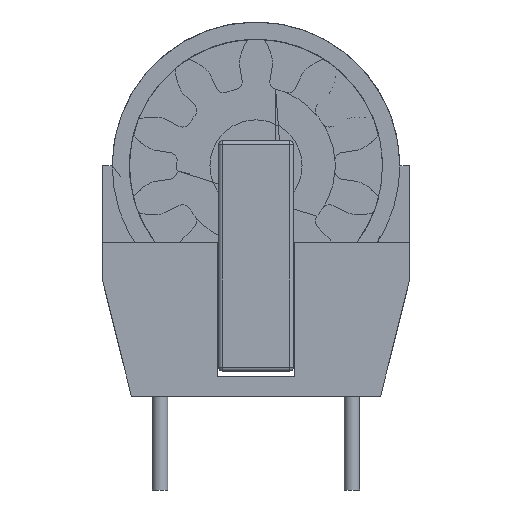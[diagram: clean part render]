
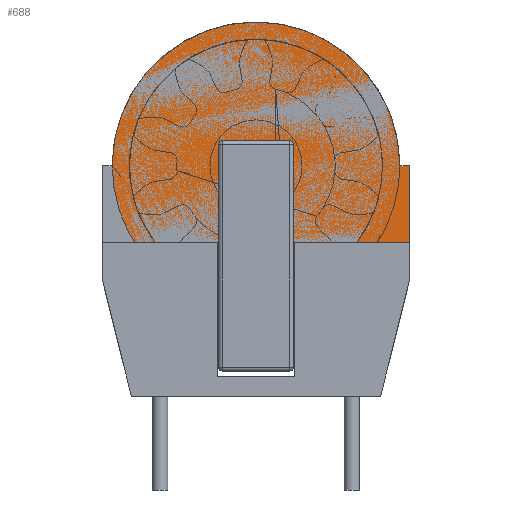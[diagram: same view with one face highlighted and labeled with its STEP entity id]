
A CAD part, left-side view. The second image highlights one B-rep face of the part: STEP entity #688.
In plain terms, the highlighted planar face has unit normal (-1, 0, 0).
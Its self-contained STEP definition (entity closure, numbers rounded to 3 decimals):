
#32 = PLANE('',#33);
#33 = AXIS2_PLACEMENT_3D('',#34,#35,#36);
#34 = CARTESIAN_POINT('',(-9.,-8.,13.));
#35 = DIRECTION('',(0.,1.,0.));
#36 = DIRECTION('',(0.,0.,-1.));
#57 = VERTEX_POINT('',#58);
#58 = CARTESIAN_POINT('',(-8.5,-8.,9.));
#71 = PLANE('',#72);
#72 = AXIS2_PLACEMENT_3D('',#73,#74,#75);
#73 = CARTESIAN_POINT('',(-10.5,-9.,9.));
#74 = DIRECTION('',(0.,0.,1.));
#75 = DIRECTION('',(1.,0.,0.));
#82 = EDGE_CURVE('',#83,#57,#85,.T.);
#83 = VERTEX_POINT('',#84);
#84 = CARTESIAN_POINT('',(-8.5,-8.,13.));
#85 = SURFACE_CURVE('',#86,(#90,#96),.PCURVE_S1.);
#86 = LINE('',#87,#88);
#87 = CARTESIAN_POINT('',(-8.5,-8.,11.));
#88 = VECTOR('',#89,1.);
#89 = DIRECTION('',(0.,0.,-1.));
#90 = PCURVE('',#32,#91);
#91 = DEFINITIONAL_REPRESENTATION('',(#92),#95);
#92 = B_SPLINE_CURVE_WITH_KNOTS('',1,(#93,#94),.UNSPECIFIED.,.F.,.F.,(2,
    2),(-2.,2.),.PIECEWISE_BEZIER_KNOTS.);
#93 = CARTESIAN_POINT('',(0.,-0.5));
#94 = CARTESIAN_POINT('',(4.,-0.5));
#95 = ( GEOMETRIC_REPRESENTATION_CONTEXT(2) 
PARAMETRIC_REPRESENTATION_CONTEXT() REPRESENTATION_CONTEXT('2D SPACE',''
  ) );
#96 = PCURVE('',#97,#102);
#97 = PLANE('',#98);
#98 = AXIS2_PLACEMENT_3D('',#99,#100,#101);
#99 = CARTESIAN_POINT('',(-8.5,-9.,9.));
#100 = DIRECTION('',(1.,0.,0.));
#101 = DIRECTION('',(0.,0.,1.));
#102 = DEFINITIONAL_REPRESENTATION('',(#103),#106);
#103 = B_SPLINE_CURVE_WITH_KNOTS('',1,(#104,#105),.UNSPECIFIED.,.F.,.F.,
  (2,2),(-2.,2.),.PIECEWISE_BEZIER_KNOTS.);
#104 = CARTESIAN_POINT('',(4.,-1.));
#105 = CARTESIAN_POINT('',(0.,-1.));
#106 = ( GEOMETRIC_REPRESENTATION_CONTEXT(2) 
PARAMETRIC_REPRESENTATION_CONTEXT() REPRESENTATION_CONTEXT('2D SPACE',''
  ) );
#124 = PLANE('',#125);
#125 = AXIS2_PLACEMENT_3D('',#126,#127,#128);
#126 = CARTESIAN_POINT('',(-9.,8.,13.));
#127 = DIRECTION('',(0.,0.,-1.));
#128 = DIRECTION('',(0.,-1.,0.));
#621 = EDGE_CURVE('',#622,#83,#624,.T.);
#622 = VERTEX_POINT('',#623);
#623 = CARTESIAN_POINT('',(-8.5,-7.5,13.));
#624 = SURFACE_CURVE('',#625,(#629,#635),.PCURVE_S1.);
#625 = LINE('',#626,#627);
#626 = CARTESIAN_POINT('',(-8.5,-0.5,13.));
#627 = VECTOR('',#628,1.);
#628 = DIRECTION('',(0.,-1.,0.));
#629 = PCURVE('',#124,#630);
#630 = DEFINITIONAL_REPRESENTATION('',(#631),#634);
#631 = B_SPLINE_CURVE_WITH_KNOTS('',1,(#632,#633),.UNSPECIFIED.,.F.,.F.,
  (2,2),(1.5,7.5),.PIECEWISE_BEZIER_KNOTS.);
#632 = CARTESIAN_POINT('',(10.,-0.5));
#633 = CARTESIAN_POINT('',(16.,-0.5));
#634 = ( GEOMETRIC_REPRESENTATION_CONTEXT(2) 
PARAMETRIC_REPRESENTATION_CONTEXT() REPRESENTATION_CONTEXT('2D SPACE',''
  ) );
#635 = PCURVE('',#97,#636);
#636 = DEFINITIONAL_REPRESENTATION('',(#637),#640);
#637 = B_SPLINE_CURVE_WITH_KNOTS('',1,(#638,#639),.UNSPECIFIED.,.F.,.F.,
  (2,2),(1.5,7.5),.PIECEWISE_BEZIER_KNOTS.);
#638 = CARTESIAN_POINT('',(4.,-7.));
#639 = CARTESIAN_POINT('',(4.,-1.));
#640 = ( GEOMETRIC_REPRESENTATION_CONTEXT(2) 
PARAMETRIC_REPRESENTATION_CONTEXT() REPRESENTATION_CONTEXT('2D SPACE',''
  ) );
#657 = CYLINDRICAL_SURFACE('',#658,7.5);
#658 = AXIS2_PLACEMENT_3D('',#659,#660,#661);
#659 = CARTESIAN_POINT('',(-8.5,0.,13.));
#660 = DIRECTION('',(1.,0.,0.));
#661 = DIRECTION('',(0.,0.,-1.));
#688 = ADVANCED_FACE('',(#689),#97,.F.);
#689 = FACE_BOUND('',#690,.F.);
#690 = EDGE_LOOP('',(#691,#692,#693,#716));
#691 = ORIENTED_EDGE('',*,*,#621,.T.);
#692 = ORIENTED_EDGE('',*,*,#82,.T.);
#693 = ORIENTED_EDGE('',*,*,#694,.T.);
#694 = EDGE_CURVE('',#57,#695,#697,.T.);
#695 = VERTEX_POINT('',#696);
#696 = CARTESIAN_POINT('',(-8.5,-6.344,9.));
#697 = SURFACE_CURVE('',#698,(#702,#709),.PCURVE_S1.);
#698 = LINE('',#699,#700);
#699 = CARTESIAN_POINT('',(-8.5,-9.,9.));
#700 = VECTOR('',#701,1.);
#701 = DIRECTION('',(0.,1.,0.));
#702 = PCURVE('',#97,#703);
#703 = DEFINITIONAL_REPRESENTATION('',(#704),#708);
#704 = LINE('',#705,#706);
#705 = CARTESIAN_POINT('',(0.,0.));
#706 = VECTOR('',#707,1.);
#707 = DIRECTION('',(0.,-1.));
#708 = ( GEOMETRIC_REPRESENTATION_CONTEXT(2) 
PARAMETRIC_REPRESENTATION_CONTEXT() REPRESENTATION_CONTEXT('2D SPACE',''
  ) );
#709 = PCURVE('',#71,#710);
#710 = DEFINITIONAL_REPRESENTATION('',(#711),#715);
#711 = LINE('',#712,#713);
#712 = CARTESIAN_POINT('',(2.,0.));
#713 = VECTOR('',#714,1.);
#714 = DIRECTION('',(0.,1.));
#715 = ( GEOMETRIC_REPRESENTATION_CONTEXT(2) 
PARAMETRIC_REPRESENTATION_CONTEXT() REPRESENTATION_CONTEXT('2D SPACE',''
  ) );
#716 = ORIENTED_EDGE('',*,*,#717,.F.);
#717 = EDGE_CURVE('',#695,#622,#718,.T.);
#718 = SURFACE_CURVE('',#719,(#724,#731),.PCURVE_S1.);
#719 = CIRCLE('',#720,7.5);
#720 = AXIS2_PLACEMENT_3D('',#721,#722,#723);
#721 = CARTESIAN_POINT('',(-8.5,0.,13.));
#722 = DIRECTION('',(1.,-0.,0.));
#723 = DIRECTION('',(0.,0.,-1.));
#724 = PCURVE('',#97,#725);
#725 = DEFINITIONAL_REPRESENTATION('',(#726),#730);
#726 = CIRCLE('',#727,7.5);
#727 = AXIS2_PLACEMENT_2D('',#728,#729);
#728 = CARTESIAN_POINT('',(4.,-9.));
#729 = DIRECTION('',(-1.,0.));
#730 = ( GEOMETRIC_REPRESENTATION_CONTEXT(2) 
PARAMETRIC_REPRESENTATION_CONTEXT() REPRESENTATION_CONTEXT('2D SPACE',''
  ) );
#731 = PCURVE('',#657,#732);
#732 = DEFINITIONAL_REPRESENTATION('',(#733),#737);
#733 = LINE('',#734,#735);
#734 = CARTESIAN_POINT('',(0.,0.));
#735 = VECTOR('',#736,1.);
#736 = DIRECTION('',(1.,0.));
#737 = ( GEOMETRIC_REPRESENTATION_CONTEXT(2) 
PARAMETRIC_REPRESENTATION_CONTEXT() REPRESENTATION_CONTEXT('2D SPACE',''
  ) );
